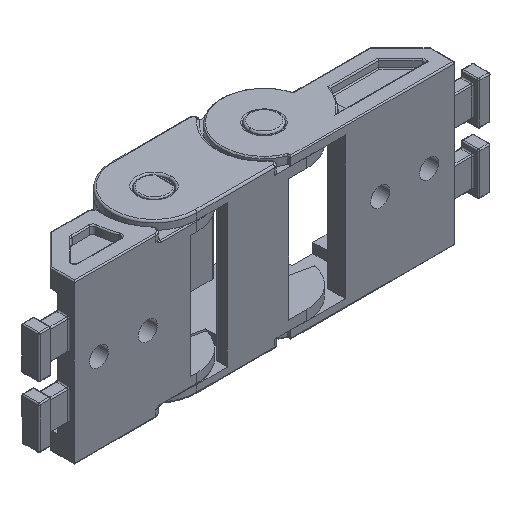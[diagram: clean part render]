
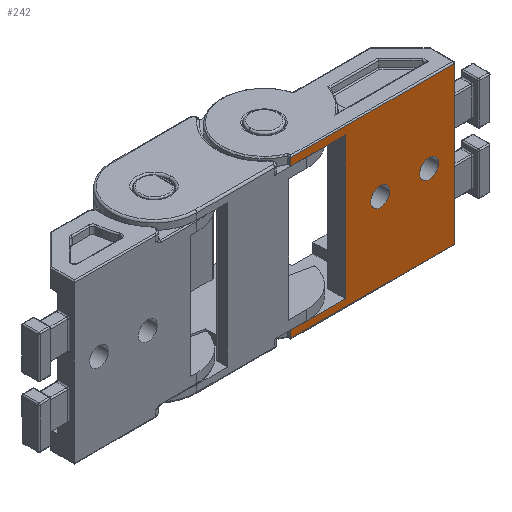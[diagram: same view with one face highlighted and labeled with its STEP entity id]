
A CAD part, isometric view. The second image highlights one B-rep face of the part: STEP entity #242.
In plain terms, the highlighted planar face has unit normal (0, -1, 0).
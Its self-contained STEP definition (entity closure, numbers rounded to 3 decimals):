
#4 = EDGE_CURVE ( 'NONE', #1714, #3212, #1336, .T. ) ;
#101 = ORIENTED_EDGE ( 'NONE', *, *, #2207, .F. ) ;
#115 = VERTEX_POINT ( 'NONE', #11982 ) ;
#242 = ADVANCED_FACE ( 'NONE', ( #9631, #12630, #15475 ), #1394, .T. ) ;
#585 = DIRECTION ( 'NONE',  ( 0., 0., 1. ) ) ;
#1078 = DIRECTION ( 'NONE',  ( 0., 0., 1. ) ) ;
#1336 = LINE ( 'NONE', #10212, #7551 ) ;
#1394 = PLANE ( 'NONE',  #5132 ) ;
#1597 = VECTOR ( 'NONE', #1078, 1000. ) ;
#1714 = VERTEX_POINT ( 'NONE', #13725 ) ;
#2013 = CARTESIAN_POINT ( 'NONE',  ( 170.55, -7., -10. ) ) ;
#2146 = LINE ( 'NONE', #5934, #1597 ) ;
#2207 = EDGE_CURVE ( 'NONE', #9720, #9250, #4690, .T. ) ;
#2310 = EDGE_CURVE ( 'NONE', #12249, #115, #14675, .T. ) ;
#2447 = ORIENTED_EDGE ( 'NONE', *, *, #13938, .T. ) ;
#2481 = ORIENTED_EDGE ( 'NONE', *, *, #9593, .T. ) ;
#2776 = AXIS2_PLACEMENT_3D ( 'NONE', #11607, #12653, #14071 ) ;
#2876 = LINE ( 'NONE', #11493, #12862 ) ;
#2990 = VECTOR ( 'NONE', #6227, 1000. ) ;
#3212 = VERTEX_POINT ( 'NONE', #14527 ) ;
#3530 = LINE ( 'NONE', #13538, #4478 ) ;
#3553 = EDGE_CURVE ( 'NONE', #8283, #9574, #12913, .T. ) ;
#3792 = CARTESIAN_POINT ( 'NONE',  ( 169., -7., -10. ) ) ;
#3842 = CARTESIAN_POINT ( 'NONE',  ( 149., -7., 1.6 ) ) ;
#3928 = VECTOR ( 'NONE', #585, 1000. ) ;
#3934 = CARTESIAN_POINT ( 'NONE',  ( 173.07, -7., -22.8 ) ) ;
#4138 = DIRECTION ( 'NONE',  ( 0., -1., 0. ) ) ;
#4327 = CIRCLE ( 'NONE', #2776, 1.55 ) ;
#4478 = VECTOR ( 'NONE', #8873, 1000. ) ;
#4607 = VERTEX_POINT ( 'NONE', #7282 ) ;
#4690 = CIRCLE ( 'NONE', #5741, 1.55 ) ;
#4779 = LINE ( 'NONE', #7284, #12694 ) ;
#4865 = DIRECTION ( 'NONE',  ( -1., 0., 0. ) ) ;
#4976 = VECTOR ( 'NONE', #13570, 1000. ) ;
#5012 = ORIENTED_EDGE ( 'NONE', *, *, #4, .T. ) ;
#5104 = ORIENTED_EDGE ( 'NONE', *, *, #8276, .F. ) ;
#5132 = AXIS2_PLACEMENT_3D ( 'NONE', #14609, #12145, #4865 ) ;
#5178 = EDGE_CURVE ( 'NONE', #7618, #4607, #13077, .T. ) ;
#5472 = CARTESIAN_POINT ( 'NONE',  ( 146.4, -7., -22.8 ) ) ;
#5517 = CARTESIAN_POINT ( 'NONE',  ( 162.55, -7., -10. ) ) ;
#5741 = AXIS2_PLACEMENT_3D ( 'NONE', #11364, #4138, #8974 ) ;
#5934 = CARTESIAN_POINT ( 'NONE',  ( 155.27, -7., -11.6 ) ) ;
#6048 = ORIENTED_EDGE ( 'NONE', *, *, #13708, .F. ) ;
#6227 = DIRECTION ( 'NONE',  ( 1., 0., 0. ) ) ;
#7282 = CARTESIAN_POINT ( 'NONE',  ( 146.4, -7., 1.6 ) ) ;
#7284 = CARTESIAN_POINT ( 'NONE',  ( 146.4, -7., -21.65 ) ) ;
#7491 = CARTESIAN_POINT ( 'NONE',  ( 167.45, -7., -10. ) ) ;
#7551 = VECTOR ( 'NONE', #10784, 1000. ) ;
#7618 = VERTEX_POINT ( 'NONE', #11378 ) ;
#7896 = DIRECTION ( 'NONE',  ( -1., 0., 0. ) ) ;
#7950 = CARTESIAN_POINT ( 'NONE',  ( 173.07, -7., -13. ) ) ;
#8276 = EDGE_CURVE ( 'NONE', #9574, #8283, #4327, .T. ) ;
#8283 = VERTEX_POINT ( 'NONE', #2013 ) ;
#8444 = DIRECTION ( 'NONE',  ( -1., 0., 0. ) ) ;
#8514 = EDGE_CURVE ( 'NONE', #4607, #14819, #11865, .T. ) ;
#8549 = DIRECTION ( 'NONE',  ( 0., 0., 1. ) ) ;
#8767 = VERTEX_POINT ( 'NONE', #5472 ) ;
#8873 = DIRECTION ( 'NONE',  ( 1., 0., 0. ) ) ;
#8916 = ORIENTED_EDGE ( 'NONE', *, *, #2310, .T. ) ;
#8974 = DIRECTION ( 'NONE',  ( -1., 0., 0. ) ) ;
#9250 = VERTEX_POINT ( 'NONE', #5517 ) ;
#9435 = EDGE_CURVE ( 'NONE', #9250, #9720, #11100, .T. ) ;
#9574 = VERTEX_POINT ( 'NONE', #7491 ) ;
#9593 = EDGE_CURVE ( 'NONE', #8767, #12249, #3530, .T. ) ;
#9631 = FACE_BOUND ( 'NONE', #11167, .T. ) ;
#9720 = VERTEX_POINT ( 'NONE', #13758 ) ;
#9762 = ORIENTED_EDGE ( 'NONE', *, *, #3553, .F. ) ;
#9838 = DIRECTION ( 'NONE',  ( 0., -1., 0. ) ) ;
#10116 = ORIENTED_EDGE ( 'NONE', *, *, #8514, .T. ) ;
#10212 = CARTESIAN_POINT ( 'NONE',  ( 149., -7., -21.6 ) ) ;
#10261 = CARTESIAN_POINT ( 'NONE',  ( 155.27, -7., 1.6 ) ) ;
#10784 = DIRECTION ( 'NONE',  ( -1., 0., 0. ) ) ;
#11012 = EDGE_LOOP ( 'NONE', ( #9762, #5104 ) ) ;
#11100 = CIRCLE ( 'NONE', #14246, 1.55 ) ;
#11167 = EDGE_LOOP ( 'NONE', ( #11436, #101 ) ) ;
#11364 = CARTESIAN_POINT ( 'NONE',  ( 161., -7., -10. ) ) ;
#11378 = CARTESIAN_POINT ( 'NONE',  ( 146.4, -7., 2.8 ) ) ;
#11436 = ORIENTED_EDGE ( 'NONE', *, *, #9435, .F. ) ;
#11493 = CARTESIAN_POINT ( 'NONE',  ( 149., -7., 2.8 ) ) ;
#11607 = CARTESIAN_POINT ( 'NONE',  ( 169., -7., -10. ) ) ;
#11865 = LINE ( 'NONE', #3842, #2990 ) ;
#11982 = CARTESIAN_POINT ( 'NONE',  ( 173.07, -7., 2.8 ) ) ;
#12145 = DIRECTION ( 'NONE',  ( 0., -1., 0. ) ) ;
#12146 = CARTESIAN_POINT ( 'NONE',  ( 161., -7., -10. ) ) ;
#12249 = VERTEX_POINT ( 'NONE', #3934 ) ;
#12281 = DIRECTION ( 'NONE',  ( 0., -1., 0. ) ) ;
#12625 = ORIENTED_EDGE ( 'NONE', *, *, #13543, .F. ) ;
#12630 = FACE_BOUND ( 'NONE', #11012, .T. ) ;
#12653 = DIRECTION ( 'NONE',  ( 0., -1., 0. ) ) ;
#12694 = VECTOR ( 'NONE', #8549, 1000. ) ;
#12862 = VECTOR ( 'NONE', #7896, 1000. ) ;
#12913 = CIRCLE ( 'NONE', #13711, 1.55 ) ;
#13077 = LINE ( 'NONE', #14747, #4976 ) ;
#13470 = DIRECTION ( 'NONE',  ( -1., 0., 0. ) ) ;
#13538 = CARTESIAN_POINT ( 'NONE',  ( 149., -7., -22.8 ) ) ;
#13543 = EDGE_CURVE ( 'NONE', #1714, #14819, #2146, .T. ) ;
#13570 = DIRECTION ( 'NONE',  ( 0., 0., -1. ) ) ;
#13708 = EDGE_CURVE ( 'NONE', #8767, #3212, #4779, .T. ) ;
#13711 = AXIS2_PLACEMENT_3D ( 'NONE', #3792, #12281, #13470 ) ;
#13725 = CARTESIAN_POINT ( 'NONE',  ( 155.27, -7., -21.6 ) ) ;
#13758 = CARTESIAN_POINT ( 'NONE',  ( 159.45, -7., -10. ) ) ;
#13938 = EDGE_CURVE ( 'NONE', #115, #7618, #2876, .T. ) ;
#14071 = DIRECTION ( 'NONE',  ( -1., 0., 0. ) ) ;
#14246 = AXIS2_PLACEMENT_3D ( 'NONE', #12146, #9838, #8444 ) ;
#14351 = EDGE_LOOP ( 'NONE', ( #8916, #2447, #15215, #10116, #12625, #5012, #6048, #2481 ) ) ;
#14527 = CARTESIAN_POINT ( 'NONE',  ( 146.4, -7., -21.6 ) ) ;
#14609 = CARTESIAN_POINT ( 'NONE',  ( 149., -7., -13. ) ) ;
#14675 = LINE ( 'NONE', #7950, #3928 ) ;
#14747 = CARTESIAN_POINT ( 'NONE',  ( 146.4, -7., 1.65 ) ) ;
#14819 = VERTEX_POINT ( 'NONE', #10261 ) ;
#15215 = ORIENTED_EDGE ( 'NONE', *, *, #5178, .T. ) ;
#15475 = FACE_OUTER_BOUND ( 'NONE', #14351, .T. ) ;
